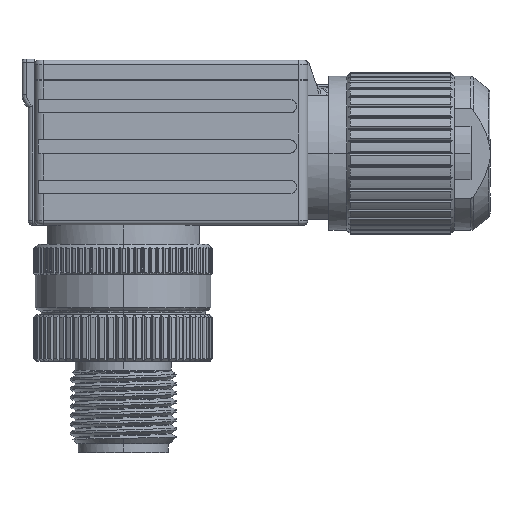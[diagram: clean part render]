
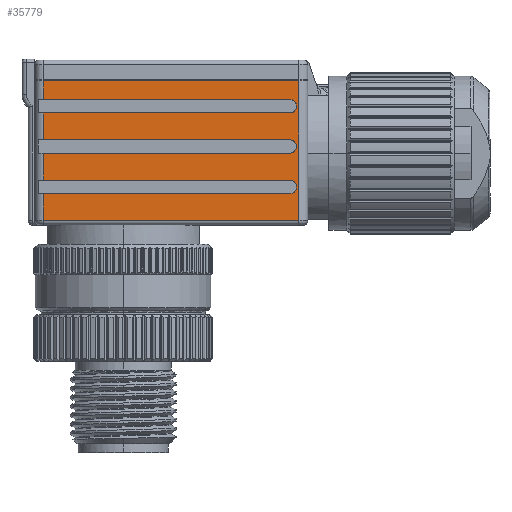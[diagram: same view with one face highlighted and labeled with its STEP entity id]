
A CAD part, top view. The second image highlights one B-rep face of the part: STEP entity #35779.
In plain terms, the highlighted planar face has unit normal (0, 0, 1).
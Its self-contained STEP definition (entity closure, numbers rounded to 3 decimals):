
#98 = VECTOR ( 'NONE', #4571, 1000. ) ;
#490 = DIRECTION ( 'NONE',  ( 0., 0., 1. ) ) ;
#1098 = VERTEX_POINT ( 'NONE', #52116 ) ;
#1445 = ORIENTED_EDGE ( 'NONE', *, *, #66362, .F. ) ;
#2223 = LINE ( 'NONE', #45103, #91200 ) ;
#3390 = EDGE_CURVE ( 'NONE', #50909, #86507, #2223, .T. ) ;
#3430 = DIRECTION ( 'NONE',  ( 0., -1., 0. ) ) ;
#3853 = VERTEX_POINT ( 'NONE', #75538 ) ;
#3876 = VECTOR ( 'NONE', #13876, 1000. ) ;
#4571 = DIRECTION ( 'NONE',  ( 1., 0., 0. ) ) ;
#5657 = EDGE_CURVE ( 'NONE', #1098, #87552, #61563, .T. ) ;
#6354 = CARTESIAN_POINT ( 'NONE',  ( -9.036, 14.971, 62.25 ) ) ;
#6678 = CARTESIAN_POINT ( 'NONE',  ( -24.536, 8.371, 62.25 ) ) ;
#6758 = CARTESIAN_POINT ( 'NONE',  ( -24.536, 11.371, 62.25 ) ) ;
#7407 = VERTEX_POINT ( 'NONE', #37431 ) ;
#8556 = CARTESIAN_POINT ( 'NONE',  ( 4.964, -0.629, 62.25 ) ) ;
#8648 = LINE ( 'NONE', #43530, #76732 ) ;
#11622 = CARTESIAN_POINT ( 'NONE',  ( 3.964, 3.121, 62.25 ) ) ;
#12094 = LINE ( 'NONE', #6354, #84479 ) ;
#12134 = CARTESIAN_POINT ( 'NONE',  ( -23.536, 15.071, 62.25 ) ) ;
#13876 = DIRECTION ( 'NONE',  ( 1., 0., 0. ) ) ;
#17080 = LINE ( 'NONE', #50304, #73007 ) ;
#18696 = EDGE_CURVE ( 'NONE', #22193, #52739, #43645, .T. ) ;
#18785 = DIRECTION ( 'NONE',  ( 0., -1., 0. ) ) ;
#19012 = LINE ( 'NONE', #46839, #98 ) ;
#19916 = LINE ( 'NONE', #71614, #57260 ) ;
#20425 = ORIENTED_EDGE ( 'NONE', *, *, #43800, .F. ) ;
#22193 = VERTEX_POINT ( 'NONE', #81275 ) ;
#22349 = DIRECTION ( 'NONE',  ( 1., 0., 0. ) ) ;
#22864 = AXIS2_PLACEMENT_3D ( 'NONE', #11622, #60799, #18785 ) ;
#25939 = CARTESIAN_POINT ( 'NONE',  ( -23.536, 15.071, 62.25 ) ) ;
#27097 = EDGE_CURVE ( 'NONE', #66067, #1098, #19012, .T. ) ;
#27493 = EDGE_CURVE ( 'NONE', #28498, #50909, #84732, .T. ) ;
#27868 = CARTESIAN_POINT ( 'NONE',  ( 3.964, 3.871, 62.25 ) ) ;
#28196 = CARTESIAN_POINT ( 'NONE',  ( -23.536, 12.871, 62.25 ) ) ;
#28498 = VERTEX_POINT ( 'NONE', #61012 ) ;
#28903 = VECTOR ( 'NONE', #62911, 1000. ) ;
#29492 = VERTEX_POINT ( 'NONE', #79874 ) ;
#31066 = ORIENTED_EDGE ( 'NONE', *, *, #79512, .F. ) ;
#31445 = VECTOR ( 'NONE', #3430, 1000. ) ;
#33047 = DIRECTION ( 'NONE',  ( 0., 1., 0. ) ) ;
#33598 = CARTESIAN_POINT ( 'NONE',  ( -24.536, 15.071, 62.25 ) ) ;
#34855 = ORIENTED_EDGE ( 'NONE', *, *, #5657, .F. ) ;
#35711 = VERTEX_POINT ( 'NONE', #89216 ) ;
#35779 = ADVANCED_FACE ( 'NONE', ( #83247 ), #75423, .F. ) ;
#36521 = DIRECTION ( 'NONE',  ( -1., 0., 0. ) ) ;
#37431 = CARTESIAN_POINT ( 'NONE',  ( -23.536, 6.871, 62.25 ) ) ;
#37563 = DIRECTION ( 'NONE',  ( 0., 0., 1. ) ) ;
#38042 = ORIENTED_EDGE ( 'NONE', *, *, #78847, .F. ) ;
#38087 = DIRECTION ( 'NONE',  ( 0., 1., 0. ) ) ;
#38382 = EDGE_LOOP ( 'NONE', ( #31066, #38042, #78371, #58360, #89050, #64516, #44027, #20425, #34855, #47397, #78580, #1445, #44380, #48590, #69615, #83116 ) ) ;
#40263 = VERTEX_POINT ( 'NONE', #62128 ) ;
#40686 = DIRECTION ( 'NONE',  ( 0., 1., 0. ) ) ;
#42858 = CARTESIAN_POINT ( 'NONE',  ( 3.964, 12.121, 62.25 ) ) ;
#43530 = CARTESIAN_POINT ( 'NONE',  ( -24.536, 3.871, 62.25 ) ) ;
#43645 = LINE ( 'NONE', #66276, #64362 ) ;
#43800 = EDGE_CURVE ( 'NONE', #87552, #3853, #8648, .T. ) ;
#44027 = ORIENTED_EDGE ( 'NONE', *, *, #75856, .F. ) ;
#44104 = LINE ( 'NONE', #12134, #60443 ) ;
#44380 = ORIENTED_EDGE ( 'NONE', *, *, #56619, .F. ) ;
#45103 = CARTESIAN_POINT ( 'NONE',  ( -23.536, 15.071, 62.25 ) ) ;
#45717 = CARTESIAN_POINT ( 'NONE',  ( 4.964, 15.071, 62.25 ) ) ;
#46839 = CARTESIAN_POINT ( 'NONE',  ( -24.536, 2.371, 62.25 ) ) ;
#47397 = ORIENTED_EDGE ( 'NONE', *, *, #27097, .F. ) ;
#47511 = AXIS2_PLACEMENT_3D ( 'NONE', #33598, #82485, #40686 ) ;
#47901 = LINE ( 'NONE', #45717, #31445 ) ;
#48384 = AXIS2_PLACEMENT_3D ( 'NONE', #42858, #490, #49883 ) ;
#48590 = ORIENTED_EDGE ( 'NONE', *, *, #80442, .F. ) ;
#49883 = DIRECTION ( 'NONE',  ( 0., -1., 0. ) ) ;
#50304 = CARTESIAN_POINT ( 'NONE',  ( -24.536, 6.871, 62.25 ) ) ;
#50909 = VERTEX_POINT ( 'NONE', #51675 ) ;
#51675 = CARTESIAN_POINT ( 'NONE',  ( -23.536, 8.371, 62.25 ) ) ;
#52116 = CARTESIAN_POINT ( 'NONE',  ( 3.964, 2.371, 62.25 ) ) ;
#52739 = VERTEX_POINT ( 'NONE', #28196 ) ;
#56367 = EDGE_CURVE ( 'NONE', #7407, #35711, #17080, .T. ) ;
#56619 = EDGE_CURVE ( 'NONE', #40263, #87779, #47901, .T. ) ;
#57260 = VECTOR ( 'NONE', #63971, 1000. ) ;
#58360 = ORIENTED_EDGE ( 'NONE', *, *, #27493, .F. ) ;
#60124 = AXIS2_PLACEMENT_3D ( 'NONE', #79349, #37563, #86376 ) ;
#60443 = VECTOR ( 'NONE', #82060, 1000. ) ;
#60799 = DIRECTION ( 'NONE',  ( 0., 0., 1. ) ) ;
#61012 = CARTESIAN_POINT ( 'NONE',  ( 3.964, 8.371, 62.25 ) ) ;
#61563 = CIRCLE ( 'NONE', #22864, 0.75 ) ;
#62128 = CARTESIAN_POINT ( 'NONE',  ( 4.964, 14.971, 62.25 ) ) ;
#62501 = CARTESIAN_POINT ( 'NONE',  ( -23.536, 15.071, 62.25 ) ) ;
#62608 = DIRECTION ( 'NONE',  ( 1., 0., 0. ) ) ;
#62911 = DIRECTION ( 'NONE',  ( -1., 0., 0. ) ) ;
#63355 = CARTESIAN_POINT ( 'NONE',  ( -23.536, 2.371, 62.25 ) ) ;
#63371 = LINE ( 'NONE', #25939, #77602 ) ;
#63754 = VERTEX_POINT ( 'NONE', #85425 ) ;
#63971 = DIRECTION ( 'NONE',  ( -1., 0., 0. ) ) ;
#64362 = VECTOR ( 'NONE', #80328, 1000. ) ;
#64516 = ORIENTED_EDGE ( 'NONE', *, *, #56367, .F. ) ;
#66067 = VERTEX_POINT ( 'NONE', #63355 ) ;
#66276 = CARTESIAN_POINT ( 'NONE',  ( -24.536, 12.871, 62.25 ) ) ;
#66362 = EDGE_CURVE ( 'NONE', #87779, #87508, #19916, .T. ) ;
#68821 = EDGE_CURVE ( 'NONE', #35711, #28498, #73594, .T. ) ;
#69454 = EDGE_CURVE ( 'NONE', #52739, #63754, #44104, .T. ) ;
#69541 = DIRECTION ( 'NONE',  ( 0., 1., 0. ) ) ;
#69615 = ORIENTED_EDGE ( 'NONE', *, *, #69454, .F. ) ;
#70124 = LINE ( 'NONE', #62501, #90909 ) ;
#71614 = CARTESIAN_POINT ( 'NONE',  ( -24.536, -0.629, 62.25 ) ) ;
#73007 = VECTOR ( 'NONE', #22349, 1000. ) ;
#73594 = CIRCLE ( 'NONE', #60124, 0.75 ) ;
#75242 = CIRCLE ( 'NONE', #48384, 0.75 ) ;
#75423 = PLANE ( 'NONE',  #47511 ) ;
#75538 = CARTESIAN_POINT ( 'NONE',  ( -23.536, 3.871, 62.25 ) ) ;
#75856 = EDGE_CURVE ( 'NONE', #3853, #7407, #63371, .T. ) ;
#76732 = VECTOR ( 'NONE', #36521, 1000. ) ;
#77602 = VECTOR ( 'NONE', #33047, 1000. ) ;
#78371 = ORIENTED_EDGE ( 'NONE', *, *, #3390, .F. ) ;
#78404 = CARTESIAN_POINT ( 'NONE',  ( -23.536, 11.371, 62.25 ) ) ;
#78580 = ORIENTED_EDGE ( 'NONE', *, *, #84142, .F. ) ;
#78847 = EDGE_CURVE ( 'NONE', #86507, #29492, #90611, .T. ) ;
#79349 = CARTESIAN_POINT ( 'NONE',  ( 3.964, 7.621, 62.25 ) ) ;
#79512 = EDGE_CURVE ( 'NONE', #29492, #22193, #75242, .T. ) ;
#79874 = CARTESIAN_POINT ( 'NONE',  ( 3.964, 11.371, 62.25 ) ) ;
#80328 = DIRECTION ( 'NONE',  ( -1., 0., 0. ) ) ;
#80442 = EDGE_CURVE ( 'NONE', #63754, #40263, #12094, .T. ) ;
#81275 = CARTESIAN_POINT ( 'NONE',  ( 3.964, 12.871, 62.25 ) ) ;
#82060 = DIRECTION ( 'NONE',  ( 0., 1., 0. ) ) ;
#82485 = DIRECTION ( 'NONE',  ( 0., 0., -1. ) ) ;
#83116 = ORIENTED_EDGE ( 'NONE', *, *, #18696, .F. ) ;
#83247 = FACE_OUTER_BOUND ( 'NONE', #38382, .T. ) ;
#84142 = EDGE_CURVE ( 'NONE', #87508, #66067, #70124, .T. ) ;
#84479 = VECTOR ( 'NONE', #62608, 1000. ) ;
#84732 = LINE ( 'NONE', #6678, #28903 ) ;
#85425 = CARTESIAN_POINT ( 'NONE',  ( -23.536, 14.971, 62.25 ) ) ;
#86376 = DIRECTION ( 'NONE',  ( 0., -1., 0. ) ) ;
#86507 = VERTEX_POINT ( 'NONE', #78404 ) ;
#87508 = VERTEX_POINT ( 'NONE', #90293 ) ;
#87552 = VERTEX_POINT ( 'NONE', #27868 ) ;
#87779 = VERTEX_POINT ( 'NONE', #8556 ) ;
#89050 = ORIENTED_EDGE ( 'NONE', *, *, #68821, .F. ) ;
#89216 = CARTESIAN_POINT ( 'NONE',  ( 3.964, 6.871, 62.25 ) ) ;
#90293 = CARTESIAN_POINT ( 'NONE',  ( -23.536, -0.629, 62.25 ) ) ;
#90611 = LINE ( 'NONE', #6758, #3876 ) ;
#90909 = VECTOR ( 'NONE', #69541, 1000. ) ;
#91200 = VECTOR ( 'NONE', #38087, 1000. ) ;
